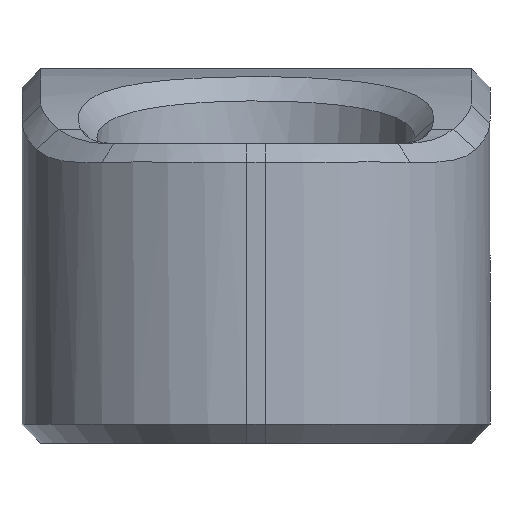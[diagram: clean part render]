
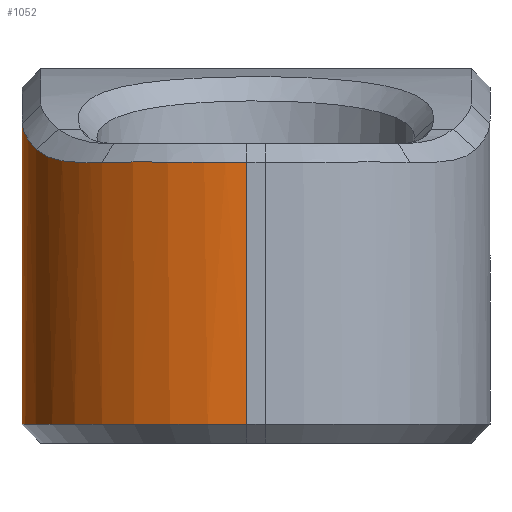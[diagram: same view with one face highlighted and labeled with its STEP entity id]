
A CAD part, front view. The second image highlights one B-rep face of the part: STEP entity #1052.
In plain terms, the highlighted cylindrical face has radius 12 mm (diameter 24 mm), a partial arc.
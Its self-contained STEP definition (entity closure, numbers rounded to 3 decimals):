
#533=CARTESIAN_POINT('Vertex',(-8.236,-22.673,15.)) ;
#537=CARTESIAN_POINT('Control Point',(-8.236,-22.673,15.)) ;
#538=CARTESIAN_POINT('Control Point',(-8.019,-22.857,15.006)) ;
#539=CARTESIAN_POINT('Control Point',(-7.796,-23.034,15.01)) ;
#540=CARTESIAN_POINT('Control Point',(-7.568,-23.204,15.014)) ;
#541=CARTESIAN_POINT('Control Point',(-6.869,-23.694,15.022)) ;
#542=CARTESIAN_POINT('Control Point',(-6.128,-24.121,15.025)) ;
#543=CARTESIAN_POINT('Control Point',(-5.618,-24.376,15.024)) ;
#544=CARTESIAN_POINT('Control Point',(-4.331,-24.927,15.02)) ;
#545=CARTESIAN_POINT('Control Point',(-2.976,-25.286,15.01)) ;
#546=CARTESIAN_POINT('Control Point',(-2.156,-25.429,15.004)) ;
#547=CARTESIAN_POINT('Control Point',(-1.328,-25.5,15.)) ;
#548=CARTESIAN_POINT('Control Point',(-0.5,-25.5,15.)) ;
#549=CARTESIAN_POINT('Vertex',(-0.5,-25.5,15.)) ;
#828=CARTESIAN_POINT('Vertex',(-12.5,-13.5,1.)) ;
#831=CARTESIAN_POINT('Line Origine',(-12.5,-13.5,9.052)) ;
#835=CARTESIAN_POINT('Vertex',(-12.5,-13.5,17.104)) ;
#983=CARTESIAN_POINT('Vertex',(-11.736,-17.713,15.697)) ;
#987=CARTESIAN_POINT('Control Point',(-11.736,-17.713,15.697)) ;
#988=CARTESIAN_POINT('Control Point',(-11.657,-17.923,15.62)) ;
#989=CARTESIAN_POINT('Control Point',(-11.573,-18.134,15.55)) ;
#990=CARTESIAN_POINT('Control Point',(-11.482,-18.344,15.486)) ;
#991=CARTESIAN_POINT('Control Point',(-11.194,-18.973,15.31)) ;
#992=CARTESIAN_POINT('Control Point',(-10.856,-19.589,15.184)) ;
#993=CARTESIAN_POINT('Control Point',(-10.61,-19.99,15.12)) ;
#994=CARTESIAN_POINT('Control Point',(-10.042,-20.82,15.021)) ;
#995=CARTESIAN_POINT('Control Point',(-9.392,-21.585,14.988)) ;
#996=CARTESIAN_POINT('Control Point',(-9.024,-21.971,14.984)) ;
#997=CARTESIAN_POINT('Control Point',(-8.639,-22.334,14.99)) ;
#998=CARTESIAN_POINT('Control Point',(-8.236,-22.673,15.)) ;
#1021=CARTESIAN_POINT('Axis2P3D Location',(-0.5,-13.5,10.)) ;
#1026=CARTESIAN_POINT('Line Origine',(-0.5,-25.5,10.)) ;
#1030=CARTESIAN_POINT('Vertex',(-0.5,-25.5,1.)) ;
#1034=CARTESIAN_POINT('Control Point',(-11.736,-17.713,15.697)) ;
#1035=CARTESIAN_POINT('Control Point',(-12.24,-16.368,16.185)) ;
#1036=CARTESIAN_POINT('Control Point',(-12.5,-14.946,16.689)) ;
#1037=CARTESIAN_POINT('Control Point',(-12.5,-13.5,17.104)) ;
#1039=CARTESIAN_POINT('Axis2P3D Location',(-0.5,-13.5,1.)) ;
#832=DIRECTION('Vector Direction',(0.,0.,1.)) ;
#1022=DIRECTION('Axis2P3D Direction',(0.,0.,1.)) ;
#1023=DIRECTION('Axis2P3D XDirection',(-1.,0.,0.)) ;
#1027=DIRECTION('Vector Direction',(0.,0.,1.)) ;
#1040=DIRECTION('Axis2P3D Direction',(0.,0.,1.)) ;
#1024=AXIS2_PLACEMENT_3D('Cylinder Axis2P3D',#1021,#1022,#1023) ;
#1041=AXIS2_PLACEMENT_3D('Circle Axis2P3D',#1039,#1040,$) ;
#1045=ORIENTED_EDGE('',*,*,#1032,.T.) ;
#1046=ORIENTED_EDGE('',*,*,#551,.F.) ;
#1047=ORIENTED_EDGE('',*,*,#999,.F.) ;
#1048=ORIENTED_EDGE('',*,*,#1038,.F.) ;
#1049=ORIENTED_EDGE('',*,*,#837,.F.) ;
#1050=ORIENTED_EDGE('',*,*,#1043,.T.) ;
#833=VECTOR('Line Direction',#832,1.) ;
#1028=VECTOR('Line Direction',#1027,1.) ;
#1052=ADVANCED_FACE('Corps principal',(#1051),#1025,.T.) ;
#536=B_SPLINE_CURVE_WITH_KNOTS('',5,(#537,#538,#539,#540,#541,#542,#543,#544,#545,#546,#547,#548),.UNSPECIFIED.,.F.,.U.,(6,3,3,6),(113.198,125.05,148.754,183.26),.UNSPECIFIED.) ;
#986=B_SPLINE_CURVE_WITH_KNOTS('',5,(#987,#988,#989,#990,#991,#992,#993,#994,#995,#996,#997,#998),.UNSPECIFIED.,.F.,.U.,(6,3,3,6),(12.972,14.518,17.609,21.125),.UNSPECIFIED.) ;
#1033=B_SPLINE_CURVE_WITH_KNOTS('',3,(#1034,#1035,#1036,#1037),.UNSPECIFIED.,.F.,.U.,(4,4),(58.699,64.902),.UNSPECIFIED.) ;
#1042=CIRCLE('generated circle',#1041,12.) ;
#1025=CYLINDRICAL_SURFACE('generated cylinder',#1024,12.) ;
#551=EDGE_CURVE('',#534,#550,#536,.T.) ;
#837=EDGE_CURVE('',#829,#836,#834,.T.) ;
#999=EDGE_CURVE('',#984,#534,#986,.T.) ;
#1032=EDGE_CURVE('',#1031,#550,#1029,.T.) ;
#1038=EDGE_CURVE('',#836,#984,#1033,.F.) ;
#1043=EDGE_CURVE('',#829,#1031,#1042,.T.) ;
#1044=EDGE_LOOP('',(#1045,#1046,#1047,#1048,#1049,#1050)) ;
#1051=FACE_OUTER_BOUND('',#1044,.T.) ;
#834=LINE('Line',#831,#833) ;
#1029=LINE('Line',#1026,#1028) ;
#534=VERTEX_POINT('',#533) ;
#550=VERTEX_POINT('',#549) ;
#829=VERTEX_POINT('',#828) ;
#836=VERTEX_POINT('',#835) ;
#984=VERTEX_POINT('',#983) ;
#1031=VERTEX_POINT('',#1030) ;
